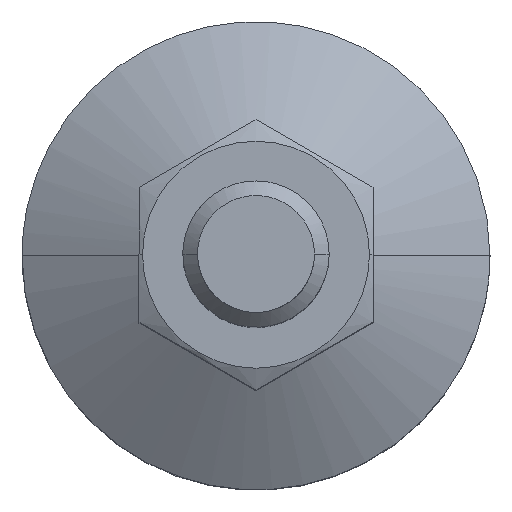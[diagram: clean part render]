
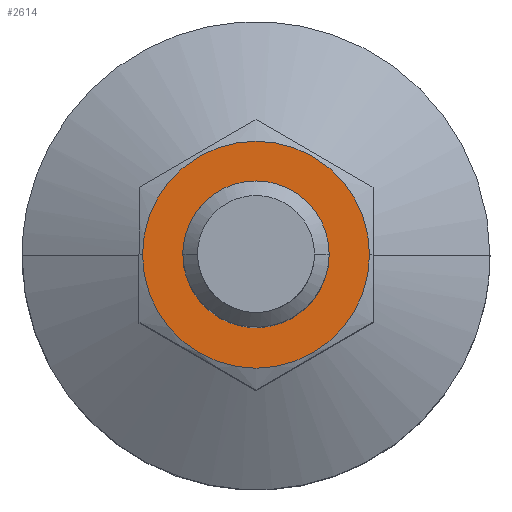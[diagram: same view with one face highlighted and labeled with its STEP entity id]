
A CAD part, top view. The second image highlights one B-rep face of the part: STEP entity #2614.
In plain terms, the highlighted planar face has unit normal (0, 0, 1).
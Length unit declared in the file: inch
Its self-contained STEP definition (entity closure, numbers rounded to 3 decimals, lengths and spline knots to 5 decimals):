
#2220=CARTESIAN_POINT('',(0.19685,0.,2.46583));
#2221=VERTEX_POINT('',#2220);
#2230=CARTESIAN_POINT('',(-0.19685,0.,2.46583));
#2231=VERTEX_POINT('',#2230);
#2232=CARTESIAN_POINT('',(0.0,0.,2.46583));
#2233=DIRECTION('',(0.0,0.0,1.0));
#2234=DIRECTION('',(1.0,0.0,0.0));
#2235=AXIS2_PLACEMENT_3D('',#2232,#2233,#2234);
#2236=CIRCLE('',#2235,0.19685);
#2237=EDGE_CURVE('',#2221,#2231,#2236,.T.);
#2262=CARTESIAN_POINT('',(0.30549,0.,2.46583));
#2263=VERTEX_POINT('',#2262);
#2272=CARTESIAN_POINT('',(-0.30549,0.,2.46583));
#2273=VERTEX_POINT('',#2272);
#2274=CARTESIAN_POINT('',(0.0,0.,2.46583));
#2275=DIRECTION('',(0.0,0.0,1.0));
#2276=DIRECTION('',(1.0,0.0,0.0));
#2277=AXIS2_PLACEMENT_3D('',#2274,#2275,#2276);
#2278=CIRCLE('',#2277,0.30549);
#2279=EDGE_CURVE('',#2273,#2263,#2278,.T.);
#2585=CARTESIAN_POINT('',(0.0,0.,2.46583));
#2586=DIRECTION('',(0.0,0.0,1.0));
#2587=DIRECTION('',(1.0,0.0,0.0));
#2588=AXIS2_PLACEMENT_3D('',#2585,#2586,#2587);
#2589=CIRCLE('',#2588,0.30549);
#2590=EDGE_CURVE('',#2263,#2273,#2589,.T.);
#2595=CARTESIAN_POINT('',(0.25117,0.,2.46583));
#2596=DIRECTION('',(0.0,0.0,1.0));
#2597=DIRECTION('',(0.0,-1.0,0.0));
#2598=AXIS2_PLACEMENT_3D('',#2595,#2596,#2597);
#2599=PLANE('',#2598);
#2600=ORIENTED_EDGE('',*,*,#2590,.T.);
#2601=ORIENTED_EDGE('',*,*,#2279,.T.);
#2602=EDGE_LOOP('',(#2600,#2601));
#2603=FACE_OUTER_BOUND('',#2602,.T.);
#2604=ORIENTED_EDGE('',*,*,#2237,.F.);
#2605=CARTESIAN_POINT('',(0.0,0.,2.46583));
#2606=DIRECTION('',(0.0,0.0,1.0));
#2607=DIRECTION('',(1.0,0.0,0.0));
#2608=AXIS2_PLACEMENT_3D('',#2605,#2606,#2607);
#2609=CIRCLE('',#2608,0.19685);
#2610=EDGE_CURVE('',#2231,#2221,#2609,.T.);
#2611=ORIENTED_EDGE('',*,*,#2610,.F.);
#2612=EDGE_LOOP('',(#2604,#2611));
#2613=FACE_BOUND('',#2612,.T.);
#2614=ADVANCED_FACE('',(#2603,#2613),#2599,.T.);
